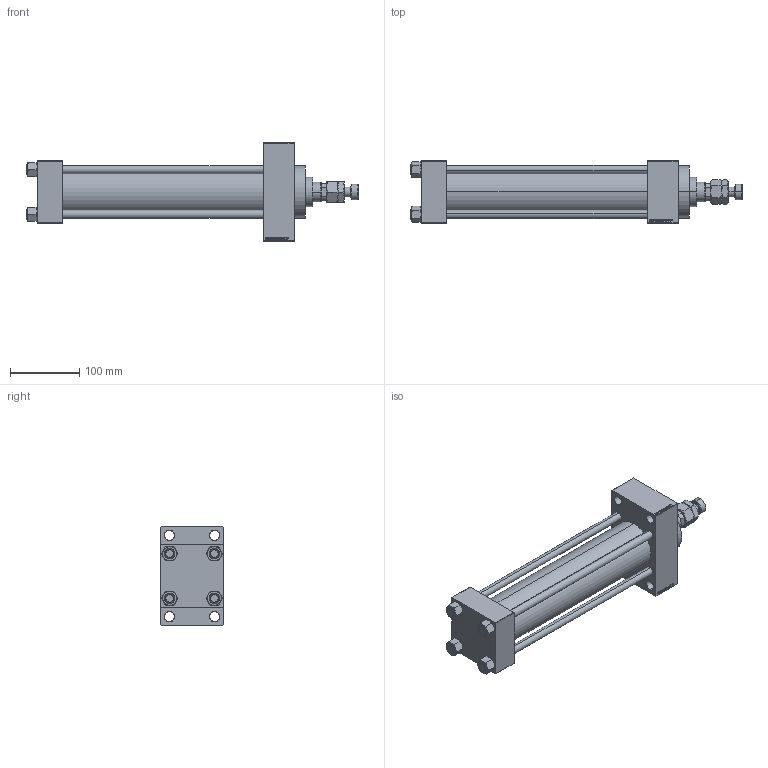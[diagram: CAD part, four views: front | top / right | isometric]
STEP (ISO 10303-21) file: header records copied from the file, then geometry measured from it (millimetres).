
FILE_DESCRIPTION (( 'STEP AP203' ), '1' );
FILE_NAME ('5a18.STEP', '2022-04-14T19:51:41', ( '' ), ( '' ), 'SwSTEP 2.0', 'SolidWorks 2019', '' );
FILE_SCHEMA (( 'CONFIG_CONTROL_DESIGN' ));
Length unit declared in the file: millimetre
Products named in the file (7): V215CR_D_TYCINKA 7e105a47bb442949bb99ca23b532aaaf; NUT_M5_D 7e105a47bb442949bb99ca23b532aaaf; V215_VC_A 7e105a47bb442949bb99ca23b532aaaf; V215CR_D_Body 7e105a47bb442949bb99ca23b532aaaf; 5a18; V215CR_VCP_D 7e105a47bb442949bb99ca23b532aaaf; MFA 7e105a47bb442949bb99ca23b532aaaf
Assembly tree (12 placements, depth 2):
  5a18
    V215CR_D_Body 7e105a47bb442949bb99ca23b532aaaf
    V215CR_VCP_D 7e105a47bb442949bb99ca23b532aaaf
    NUT_M5_D 7e105a47bb442949bb99ca23b532aaaf  x4
    V215CR_D_TYCINKA 7e105a47bb442949bb99ca23b532aaaf  x4
    V215_VC_A 7e105a47bb442949bb99ca23b532aaaf
    MFA 7e105a47bb442949bb99ca23b532aaaf
Bounding box: 478 x 90 x 142 mm (x, y, z)
Volume: 1518312.2 mm3; surface area: 354406.2 mm2
Topology: 12 solids, 12 shells, 1164 faces, 2874 edges, 1849 vertices
Faces by surface type: plane 515, bspline 368, cone 172, cylinder 97, torus 12
Entity records: 49121 total; most frequent: CARTESIAN_POINT 25669, ORIENTED_EDGE 5240, DIRECTION 3442, EDGE_CURVE 2620, VERTEX_POINT 1705, VECTOR 1530, LINE 1530, EDGE_LOOP 1179
